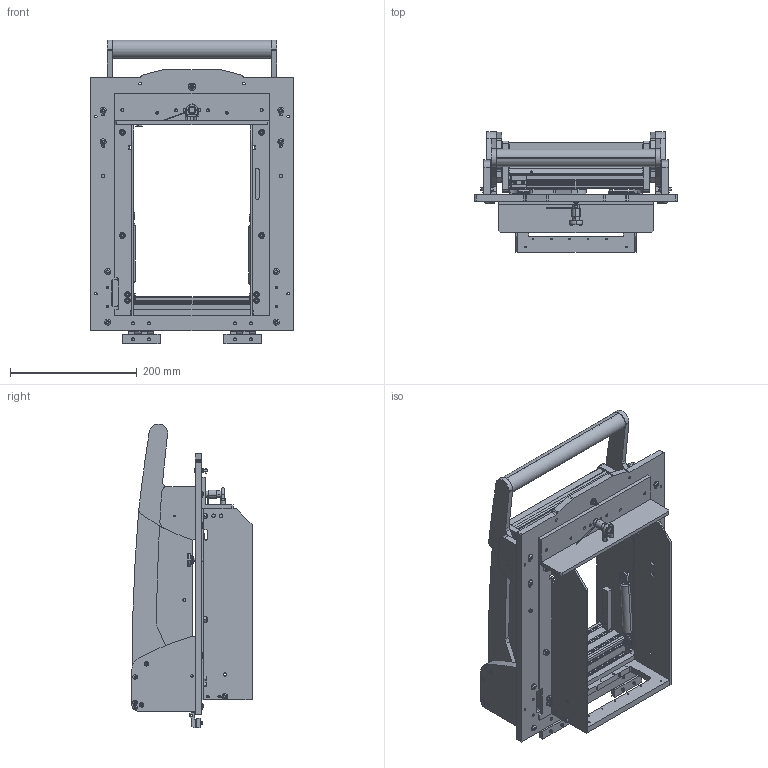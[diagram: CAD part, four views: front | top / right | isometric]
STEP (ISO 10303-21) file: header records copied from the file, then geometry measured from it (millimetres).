
FILE_DESCRIPTION (( 'STEP AP214' ), '1' );
FILE_NAME ('36170~9.STEP', '2017-12-22T07:06:23', ( '' ), ( '' ), 'SwSTEP 2.0', 'SolidWorks 2016', '' );
FILE_SCHEMA (( 'AUTOMOTIVE_DESIGN' ));
Length unit declared in the file: millimetre
Products named in the file (65): 53031~0_S; 39893~3_KUNDE<S>; 39891~3_KUNDE<S>; DIN7991~n_M05,0x016; DIN7991~n_M05,0x020; 39892~5_KUNDE<S>; K_02038~0; 11536~0; ASR~-a-s-r_拱04,2x10x拌8; 48728~1_S; DIN6325~n_04,0m6x014; 36176~0_S; 32578~1_S; DIN6325~n_04,0m6x016; ISO7380~n_M05,0x008; 53837~0_KUNDE<S>; 48727~1_S; ISO7380~n_M03,0x005; 38786~0; 53836~0_KUNDE<S>; DIN125~n_04,3 M04,0; 32724~1; DIN125~n_06,4 M06,0 Fase; 55713~0_KUNDE<S>; DIN7991~n_M03,0x016 VA; 47523~0_S; DIN912~n_M04,0x020; 36174~10; 37189~0_S; 57801~0_S; 2281~0; 36170~9; DIN6325~n_04,0m6x012; 35150~0_S; 36201~3_S; 30915~0; 48726~2_S; 4824~0; DIN912~n_M06,0x016; 35097~0 ...
Assembly tree (160 placements, depth 3):
  36170~9
    36174~10
    55713~0_KUNDE<S>  x2
    53836~0_KUNDE<S>
    53837~0_KUNDE<S>
    55712~0_KUNDE<S>  x2
    39892~5_KUNDE<S>
    39891~3_KUNDE<S>
    39894~2_KUNDE<S>
    39893~3_KUNDE<S>
    34328~1_S  x2
    36177~2
    57809~0_mit Lehre gebohrt<S>
    57808~0_S
    36176~0_S
    32587~4_S
    35663~7_S
    35662~10_S
    36175~3_S
    36201~3_S
    35649~1_S
    37189~0_S
    2281~0_180ø<Standard>  x2
      2281~0
    37188~0_S  x2
    31253~0_S
    48728~1_S
      48726~2_S
      DIN6325~n_04,0m6x012
      48565~1_S
      DIN125~n_06,4 M06,0 Fase
      DIN125~n_04,3 M04,0  x2
      DIN912~n_M04,0x020  x2
      49317~0
    48727~1_S
      48726~2_S
      DIN6325~n_04,0m6x012
      48565~1_S
      DIN912~n_M04,0x020  x2
      DIN125~n_06,4 M06,0 Fase
      DIN125~n_04,3 M04,0  x2
      49317~0
    4824~0  x2
    ASR~-a-s-r_拱04,2x10x拌8  x2
    32578~1_S  x2
    35097~0
    35150~0_S
    38786~0
      K_02037~0
      K_02038~0
    11536~0
      K_02037~0_Standard ohne Dyn Punkt<Standard>
      K_02038~0
    57801~0_S  x2
    32724~1
    47523~0_S  x10
    53031~0_S
    31109~0
    30955~0_S
    30915~0
Bounding box: 320 x 190 x 480.44 mm (x, y, z)
Volume: 2861056 mm3; surface area: 1125950 mm2
Topology: 159 solids, 159 shells, 3643 faces, 9204 edges, 5881 vertices
Faces by surface type: cylinder 1503, plane 1403, cone 504, bspline 88, torus 73, sphere 72
Entity records: 71355 total; most frequent: CARTESIAN_POINT 12689, DIRECTION 11979, ORIENTED_EDGE 10710, EDGE_CURVE 5355, AXIS2_PLACEMENT_3D 4521, VERTEX_POINT 3466, LINE 2937, VECTOR 2937
